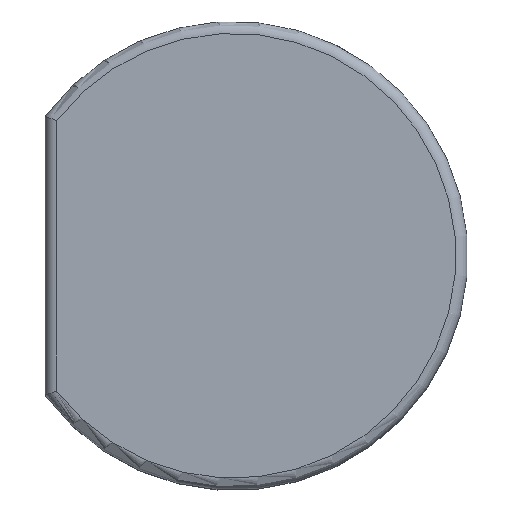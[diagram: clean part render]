
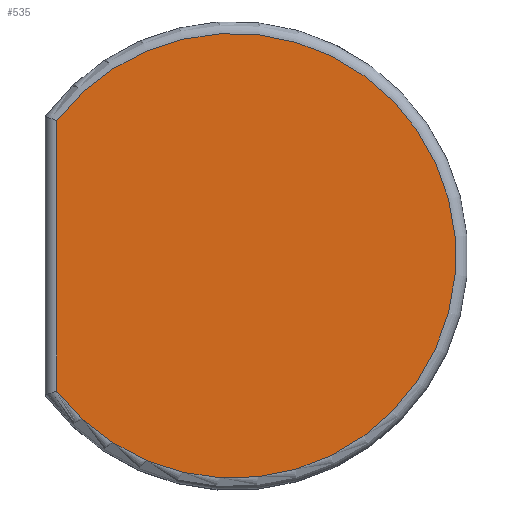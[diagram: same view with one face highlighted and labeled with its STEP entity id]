
A CAD part, top view. The second image highlights one B-rep face of the part: STEP entity #535.
In plain terms, the highlighted planar face has unit normal (0, 0, 1).
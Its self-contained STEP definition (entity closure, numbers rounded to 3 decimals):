
#30=DIRECTION('',(0.,0.,-1.));
#31=DIRECTION('',(-1.,0.,0.));
#59=VECTOR('',#60,1.);
#60=DIRECTION('',(0.,-1.,0.));
#125=DIRECTION('',(0.,0.,1.));
#126=DIRECTION('',(-0.804,-0.595,0.));
#183=VERTEX_POINT('',#184);
#184=CARTESIAN_POINT('',(-1.15,0.29,5.6));
#398=EDGE_CURVE('',#183,#399,#401,.T.);
#399=VERTEX_POINT('',#400);
#400=CARTESIAN_POINT('',(-1.15,-5.37,5.6));
#401=LINE('',#402,#59);
#402=CARTESIAN_POINT('',(-1.15,0.373,5.6));
#513=ORIENTED_EDGE('',*,*,#514,.F.);
#514=EDGE_CURVE('',#399,#183,#515,.T.);
#515=CIRCLE('',#516,4.65);
#516=AXIS2_PLACEMENT_3D('',#517,#125,#126);
#517=CARTESIAN_POINT('',(2.54,-2.54,5.6));
#535=ADVANCED_FACE('',(#536),#539,.F.);
#536=FACE_BOUND('',#537,.F.);
#537=EDGE_LOOP('',(#538,#513));
#538=ORIENTED_EDGE('',*,*,#398,.F.);
#539=PLANE('',#540);
#540=AXIS2_PLACEMENT_3D('',#541,#30,#31);
#541=CARTESIAN_POINT('',(-1.4,0.373,5.6));
